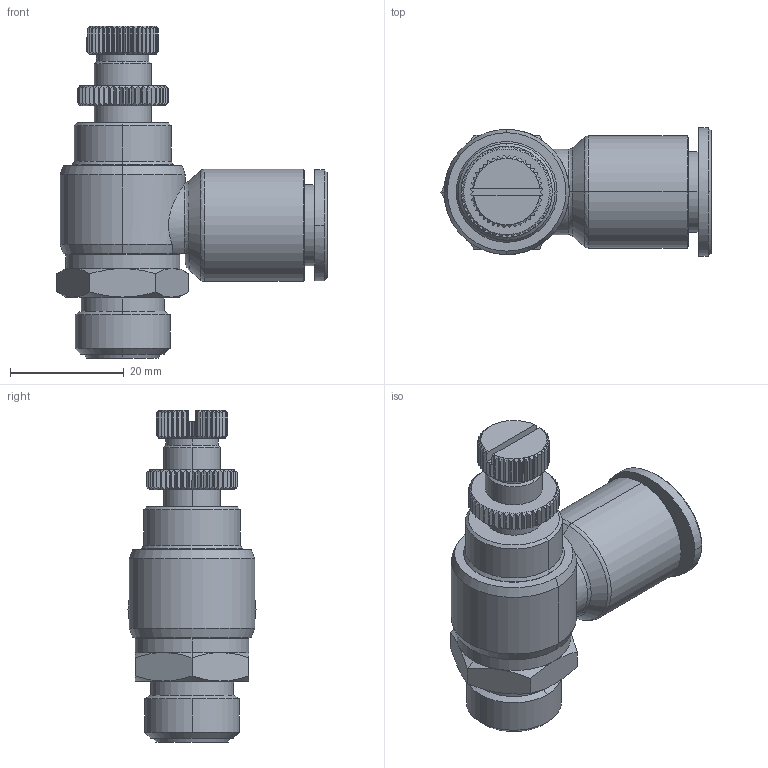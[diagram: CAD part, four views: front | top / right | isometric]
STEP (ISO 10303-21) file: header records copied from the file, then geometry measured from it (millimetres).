
FILE_DESCRIPTION (( 'STEP AP214' ), '1' );
FILE_NAME ('NSE12-G03_OUT.STEP', '2015-10-28T12:49:25', ( '' ), ( '' ), 'SwSTEP 2.0', 'SolidWorks 2015', '' );
FILE_SCHEMA (( 'AUTOMOTIVE_DESIGN' ));
Length unit declared in the file: millimetre
Products named in the file (2): NSE12-G03_OUT; ｦ+ﾃｦ1_1
Assembly tree (1 placements, depth 2):
  NSE12-G03_OUT
    ｦ+ﾃｦ1_1
Bounding box: 47.45 x 22.5 x 58.3 mm (x, y, z)
Volume: 18612.4 mm3; surface area: 7736.3 mm2
Topology: 1 solids, 1 shells, 854 faces, 2258 edges, 1429 vertices
Faces by surface type: plane 531, cylinder 167, cone 140, bspline 13, torus 3
Entity records: 29123 total; most frequent: CARTESIAN_POINT 8168, ORIENTED_EDGE 4516, DIRECTION 3840, EDGE_CURVE 2258, VERTEX_POINT 1429, VECTOR 1366, LINE 1366, AXIS2_PLACEMENT_3D 1237
